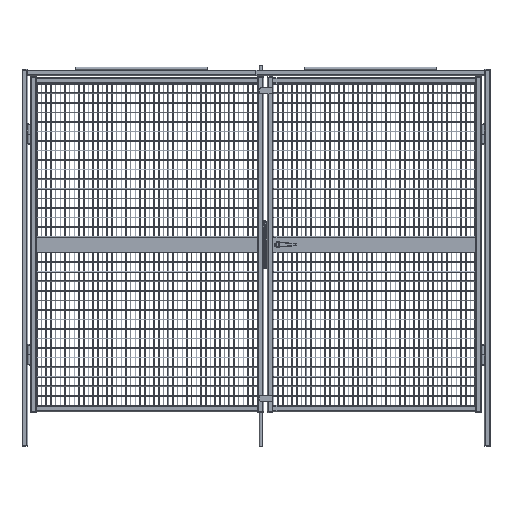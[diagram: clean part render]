
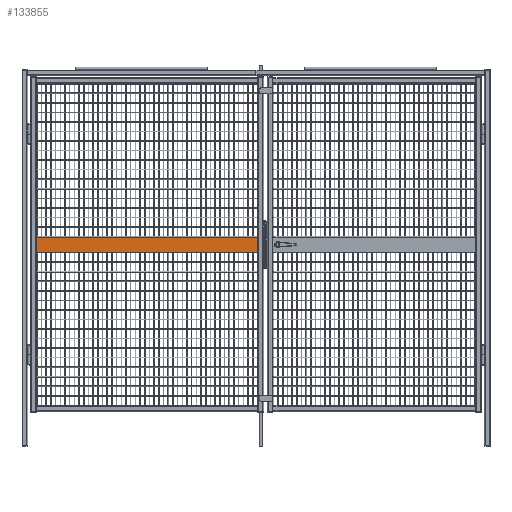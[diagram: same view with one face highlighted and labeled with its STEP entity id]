
A CAD part, top view. The second image highlights one B-rep face of the part: STEP entity #133855.
In plain terms, the highlighted planar face has unit normal (0, 0, 1).
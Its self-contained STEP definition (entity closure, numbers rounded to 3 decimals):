
#219 = VECTOR ( 'NONE', #17555, 1000. ) ;
#13290 = DIRECTION ( 'NONE',  ( 0., 1., 0. ) ) ;
#13933 = ORIENTED_EDGE ( 'NONE', *, *, #131967, .F. ) ;
#15301 = CARTESIAN_POINT ( 'NONE',  ( 10., 1030., 3. ) ) ;
#15560 = CARTESIAN_POINT ( 'NONE',  ( -1165., 1110., 3. ) ) ;
#17555 = DIRECTION ( 'NONE',  ( 0., -1., 0. ) ) ;
#21365 = ORIENTED_EDGE ( 'NONE', *, *, #116438, .F. ) ;
#30129 = VECTOR ( 'NONE', #43828, 1000. ) ;
#32965 = LINE ( 'NONE', #117775, #30129 ) ;
#33768 = FACE_OUTER_BOUND ( 'NONE', #37784, .T. ) ;
#37784 = EDGE_LOOP ( 'NONE', ( #21365, #13933, #104005, #58309 ) ) ;
#39207 = VERTEX_POINT ( 'NONE', #15301 ) ;
#41464 = DIRECTION ( 'NONE',  ( 0., 0., -1. ) ) ;
#43760 = VECTOR ( 'NONE', #62356, 1000. ) ;
#43828 = DIRECTION ( 'NONE',  ( 1., 0., 0. ) ) ;
#45749 = CARTESIAN_POINT ( 'NONE',  ( -100577.5, 1030., 3. ) ) ;
#46415 = LINE ( 'NONE', #45749, #64847 ) ;
#54709 = CARTESIAN_POINT ( 'NONE',  ( 10., 1110., 3. ) ) ;
#58309 = ORIENTED_EDGE ( 'NONE', *, *, #61665, .F. ) ;
#59391 = AXIS2_PLACEMENT_3D ( 'NONE', #76619, #41464, #13290 ) ;
#61665 = EDGE_CURVE ( 'NONE', #122467, #112209, #126669, .T. ) ;
#62356 = DIRECTION ( 'NONE',  ( 0., 1., 0. ) ) ;
#64368 = CARTESIAN_POINT ( 'NONE',  ( -1165., 1030., 3. ) ) ;
#64847 = VECTOR ( 'NONE', #87165, 1000. ) ;
#76619 = CARTESIAN_POINT ( 'NONE',  ( -100577.5, 1030., 3. ) ) ;
#81980 = EDGE_CURVE ( 'NONE', #112209, #134090, #32965, .T. ) ;
#87165 = DIRECTION ( 'NONE',  ( -1., 0., 0. ) ) ;
#101103 = CARTESIAN_POINT ( 'NONE',  ( -1165., 1030., 3. ) ) ;
#104005 = ORIENTED_EDGE ( 'NONE', *, *, #81980, .F. ) ;
#112209 = VERTEX_POINT ( 'NONE', #15560 ) ;
#116438 = EDGE_CURVE ( 'NONE', #39207, #122467, #46415, .T. ) ;
#117775 = CARTESIAN_POINT ( 'NONE',  ( -100577.5, 1110., 3. ) ) ;
#119416 = CARTESIAN_POINT ( 'NONE',  ( 10., 1030., 3. ) ) ;
#122467 = VERTEX_POINT ( 'NONE', #101103 ) ;
#126669 = LINE ( 'NONE', #64368, #43760 ) ;
#131562 = LINE ( 'NONE', #119416, #219 ) ;
#131967 = EDGE_CURVE ( 'NONE', #134090, #39207, #131562, .T. ) ;
#133855 = ADVANCED_FACE ( 'NONE', ( #33768 ), #134348, .F. ) ;
#134090 = VERTEX_POINT ( 'NONE', #54709 ) ;
#134348 = PLANE ( 'NONE',  #59391 ) ;
